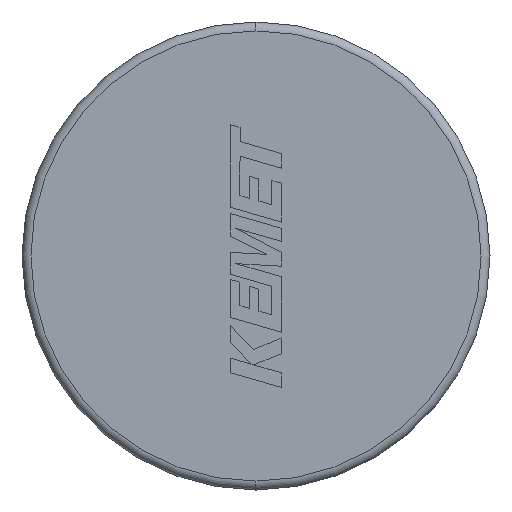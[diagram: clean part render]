
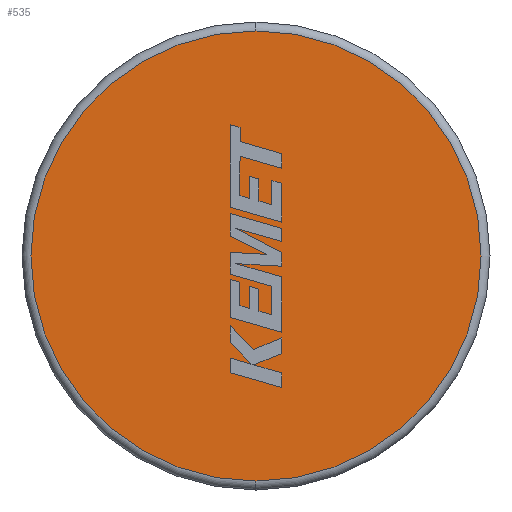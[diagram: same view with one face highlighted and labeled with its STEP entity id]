
A CAD part, left-side view. The second image highlights one B-rep face of the part: STEP entity #535.
In plain terms, the highlighted planar face has unit normal (-1, 0, 0).
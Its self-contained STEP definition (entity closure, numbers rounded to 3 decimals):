
#205 = CARTESIAN_POINT ( 'NONE',  ( 0., 0., 0. ) ) ;
#492 = DIRECTION ( 'NONE',  ( 0., 0., -1. ) ) ;
#516 = DIRECTION ( 'NONE',  ( 1., 0., 0. ) ) ;
#535 = ADVANCED_FACE ( 'NONE', ( #1535 ), #2348, .F. ) ;
#539 = DIRECTION ( 'NONE',  ( -1., 0., 0. ) ) ;
#555 = ORIENTED_EDGE ( 'NONE', *, *, #752, .T. ) ;
#723 = AXIS2_PLACEMENT_3D ( 'NONE', #205, #539, #2835 ) ;
#752 = EDGE_CURVE ( 'NONE', #1582, #3410, #2286, .T. ) ;
#759 = CARTESIAN_POINT ( 'NONE',  ( 0., 0., 0. ) ) ;
#1078 = CARTESIAN_POINT ( 'NONE',  ( 0., 0., 5.05 ) ) ;
#1254 = CIRCLE ( 'NONE', #723, 5.05 ) ;
#1535 = FACE_OUTER_BOUND ( 'NONE', #1584, .T. ) ;
#1582 = VERTEX_POINT ( 'NONE', #2987 ) ;
#1584 = EDGE_LOOP ( 'NONE', ( #555, #1641 ) ) ;
#1641 = ORIENTED_EDGE ( 'NONE', *, *, #2512, .T. ) ;
#1862 = CARTESIAN_POINT ( 'NONE',  ( 0., 0., 0. ) ) ;
#1867 = DIRECTION ( 'NONE',  ( 0., 0., -1. ) ) ;
#2029 = AXIS2_PLACEMENT_3D ( 'NONE', #1862, #2387, #1867 ) ;
#2286 = CIRCLE ( 'NONE', #2029, 5.05 ) ;
#2348 = PLANE ( 'NONE',  #2737 ) ;
#2387 = DIRECTION ( 'NONE',  ( -1., 0., 0. ) ) ;
#2512 = EDGE_CURVE ( 'NONE', #3410, #1582, #1254, .T. ) ;
#2737 = AXIS2_PLACEMENT_3D ( 'NONE', #759, #516, #492 ) ;
#2835 = DIRECTION ( 'NONE',  ( 0., 0., -1. ) ) ;
#2987 = CARTESIAN_POINT ( 'NONE',  ( 0., 0., -5.05 ) ) ;
#3410 = VERTEX_POINT ( 'NONE', #1078 ) ;
